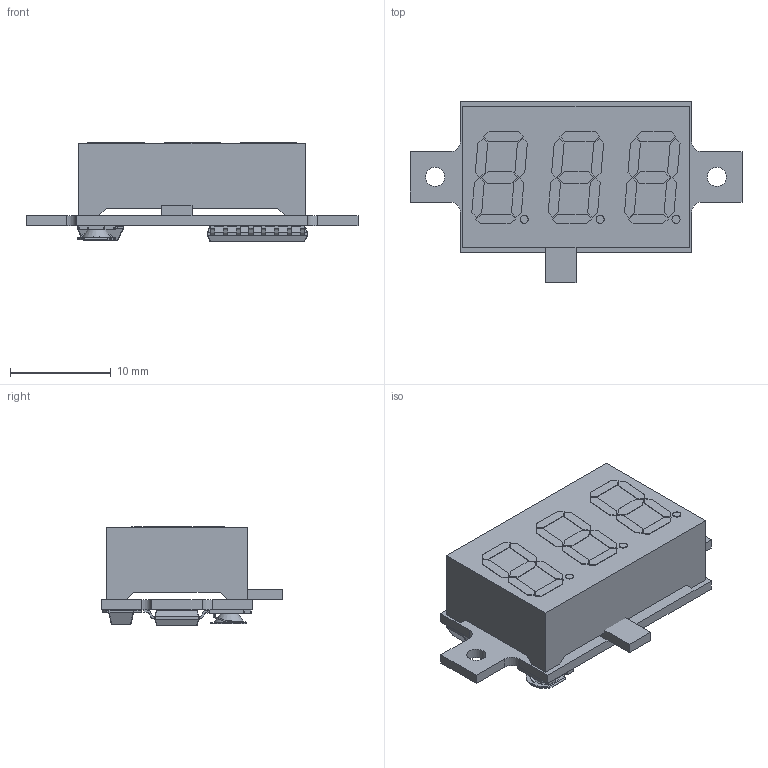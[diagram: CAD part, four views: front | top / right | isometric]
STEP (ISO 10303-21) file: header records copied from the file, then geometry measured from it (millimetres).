
FILE_DESCRIPTION(/* description */ ('Unknown'),/* implementation_level */ '2;1');
FILE_NAME(/* name */ 'PRT-14313',/* time_stamp */ '2023-06-22T12:35:10+02:00',/* author */ ('Unknown'),/* organization */ ('Unknown'),/* preprocessor_version */ 'ST-DEVELOPER v18.102',/* originating_system */ 'Solid Edge',/* authorisation */ 'Unknown');
FILE_SCHEMA (('AUTOMOTIVE_DESIGN {1 0 10303 214 3 1 1}'));
Length unit declared in the file: millimetre
Products named in the file (10): PRT-14313; Adafruit_460_2_wire_voltmeter v4; LDT-M3602; sop-16_6.6x1.27; sop-16_6.6x1.27_1; sop-16_6.6x1.27_001; sot89; sot89_1; sot89_001; c-1623913-3-bb-3d
Assembly tree (9 placements, depth 3):
  PRT-14313
    Adafruit_460_2_wire_voltmeter v4
    LDT-M3602
    sop-16_6.6x1.27
      sop-16_6.6x1.27_1
      sop-16_6.6x1.27_001
    sot89
      sot89_1
      sot89_001
    c-1623913-3-bb-3d
Bounding box: 33 x 18 x 9.82 mm (x, y, z)
Volume: 2560.5 mm3; surface area: 2477 mm2
Topology: 48 solids, 48 shells, 625 faces, 1465 edges, 907 vertices
Faces by surface type: plane 418, cylinder 117, bspline 36, sphere 25, cone 17, torus 12
Full cylindrical faces by diameter (mm): 0.4 x1, 0.5 x2, 0.8 x3, 1.2 x1, 1.9 x2
Entity records: 19678 total; most frequent: CARTESIAN_POINT 4645, ORIENTED_EDGE 2866, DIRECTION 2684, EDGE_CURVE 1433, LINE 1058, VECTOR 1058, VERTEX_POINT 907, AXIS2_PLACEMENT_3D 813
